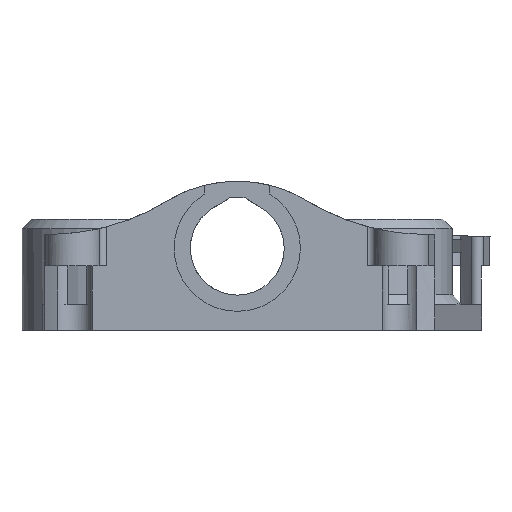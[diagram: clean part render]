
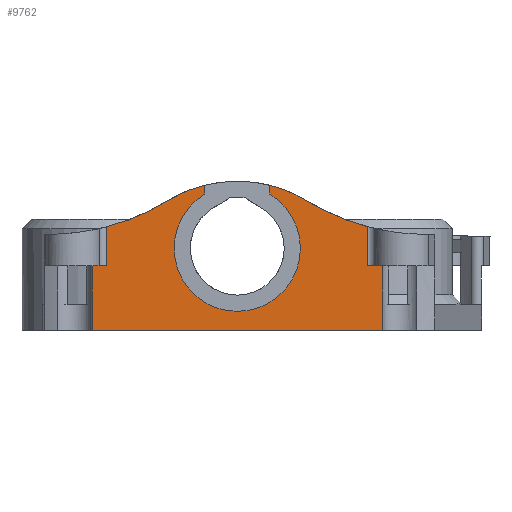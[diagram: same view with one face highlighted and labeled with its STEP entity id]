
A CAD part, front view. The second image highlights one B-rep face of the part: STEP entity #9762.
In plain terms, the highlighted planar face has unit normal (0, -1, 0).
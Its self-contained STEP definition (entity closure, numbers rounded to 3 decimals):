
#229=CIRCLE('',#10071,9.75);
#230=CIRCLE('',#10076,20.018);
#231=CIRCLE('',#10079,20.018);
#251=CIRCLE('',#10126,35.);
#252=CIRCLE('',#10136,35.);
#1772=FACE_OUTER_BOUND('',#2328,.T.);
#2328=EDGE_LOOP('',(#8951,#8952,#8953,#8954,#8955,#8956,#8957,#8958,#8959,
#8960,#8961,#8962,#8963,#8964));
#2820=LINE('',#19402,#3471);
#2952=LINE('',#21481,#3603);
#2957=LINE('',#21491,#3608);
#2996=LINE('',#21841,#3647);
#2997=LINE('',#21844,#3648);
#2998=LINE('',#21845,#3649);
#2999=LINE('',#21847,#3650);
#3000=LINE('',#21849,#3651);
#3001=LINE('',#21850,#3652);
#3471=VECTOR('',#10822,10.);
#3603=VECTOR('',#11310,10.);
#3608=VECTOR('',#11321,10.);
#3647=VECTOR('',#11500,10.);
#3648=VECTOR('',#11503,10.);
#3649=VECTOR('',#11504,10.);
#3650=VECTOR('',#11505,10.);
#3651=VECTOR('',#11506,10.);
#3652=VECTOR('',#11507,10.);
#4338=VERTEX_POINT('',#19399);
#4339=VERTEX_POINT('',#19401);
#4594=VERTEX_POINT('',#21479);
#4595=VERTEX_POINT('',#21480);
#4596=VERTEX_POINT('',#21485);
#4597=VERTEX_POINT('',#21489);
#4598=VERTEX_POINT('',#21498);
#4599=VERTEX_POINT('',#21505);
#4620=VERTEX_POINT('',#21661);
#4628=VERTEX_POINT('',#21785);
#4631=VERTEX_POINT('',#21839);
#4632=VERTEX_POINT('',#21843);
#4633=VERTEX_POINT('',#21846);
#4634=VERTEX_POINT('',#21848);
#5648=EDGE_CURVE('',#4339,#4338,#2820,.T.);
#6006=EDGE_CURVE('',#4594,#4595,#2952,.T.);
#6009=EDGE_CURVE('',#4596,#4594,#229,.T.);
#6012=EDGE_CURVE('',#4597,#4596,#2957,.T.);
#6016=EDGE_CURVE('',#4595,#4598,#230,.T.);
#6021=EDGE_CURVE('',#4599,#4597,#231,.T.);
#6072=EDGE_CURVE('',#4620,#4599,#251,.T.);
#6088=EDGE_CURVE('',#4598,#4628,#252,.T.);
#6096=EDGE_CURVE('',#4620,#4631,#2996,.T.);
#6097=EDGE_CURVE('',#4632,#4631,#2997,.T.);
#6098=EDGE_CURVE('',#4339,#4632,#2998,.T.);
#6099=EDGE_CURVE('',#4338,#4633,#2999,.T.);
#6100=EDGE_CURVE('',#4634,#4633,#3000,.T.);
#6101=EDGE_CURVE('',#4628,#4634,#3001,.T.);
#8951=ORIENTED_EDGE('',*,*,#6006,.F.);
#8952=ORIENTED_EDGE('',*,*,#6009,.F.);
#8953=ORIENTED_EDGE('',*,*,#6012,.F.);
#8954=ORIENTED_EDGE('',*,*,#6021,.F.);
#8955=ORIENTED_EDGE('',*,*,#6072,.F.);
#8956=ORIENTED_EDGE('',*,*,#6096,.T.);
#8957=ORIENTED_EDGE('',*,*,#6097,.F.);
#8958=ORIENTED_EDGE('',*,*,#6098,.F.);
#8959=ORIENTED_EDGE('',*,*,#5648,.T.);
#8960=ORIENTED_EDGE('',*,*,#6099,.T.);
#8961=ORIENTED_EDGE('',*,*,#6100,.F.);
#8962=ORIENTED_EDGE('',*,*,#6101,.F.);
#8963=ORIENTED_EDGE('',*,*,#6088,.F.);
#8964=ORIENTED_EDGE('',*,*,#6016,.F.);
#9264=PLANE('',#10143);
#9762=ADVANCED_FACE('',(#1772),#9264,.F.);
#10071=AXIS2_PLACEMENT_3D('',#21486,#11315,#11316);
#10076=AXIS2_PLACEMENT_3D('',#21499,#11331,#11332);
#10079=AXIS2_PLACEMENT_3D('',#21507,#11341,#11342);
#10126=AXIS2_PLACEMENT_3D('',#21672,#11459,#11460);
#10136=AXIS2_PLACEMENT_3D('',#21786,#11485,#11486);
#10143=AXIS2_PLACEMENT_3D('',#21842,#11501,#11502);
#10822=DIRECTION('',(1.,0.,0.));
#11310=DIRECTION('',(0.,0.,1.));
#11315=DIRECTION('center_axis',(0.,-1.,
0.));
#11316=DIRECTION('ref_axis',(1.,0.,0.));
#11321=DIRECTION('',(0.,0.,-1.));
#11331=DIRECTION('center_axis',(0.,1.,
0.));
#11332=DIRECTION('ref_axis',(0.,0.,
1.));
#11341=DIRECTION('center_axis',(0.,1.,
0.));
#11342=DIRECTION('ref_axis',(-0.523,0.,0.852));
#11459=DIRECTION('center_axis',(0.,-1.,
0.));
#11460=DIRECTION('ref_axis',(0.523,0.,-0.852));
#11485=DIRECTION('center_axis',(0.,-1.,
0.));
#11486=DIRECTION('ref_axis',(-0.057,0.,-0.998));
#11500=DIRECTION('',(0.,0.,-1.));
#11501=DIRECTION('center_axis',(0.,1.,
0.));
#11502=DIRECTION('ref_axis',(-1.,0.,0.));
#11503=DIRECTION('',(1.,0.,0.));
#11504=DIRECTION('',(0.,0.,1.));
#11505=DIRECTION('',(0.,0.,1.));
#11506=DIRECTION('',(1.,0.,0.));
#11507=DIRECTION('',(0.,0.,-1.));
#19399=CARTESIAN_POINT('',(22.4,-21.4,-42.4));
#19401=CARTESIAN_POINT('',(-22.4,-21.4,-42.4));
#19402=CARTESIAN_POINT('',(20.193,-21.4,-42.4));
#21479=CARTESIAN_POINT('',(5.,-21.4,-21.33));
#21480=CARTESIAN_POINT('',(5.,-21.4,-19.972));
#21481=CARTESIAN_POINT('',(5.,-21.4,-31.865));
#21485=CARTESIAN_POINT('',(-5.,-21.4,-21.33));
#21486=CARTESIAN_POINT('Origin',(0.,-21.4,
-29.7));
#21489=CARTESIAN_POINT('',(-5.,-21.4,-19.972));
#21491=CARTESIAN_POINT('',(-5.,-21.4,-31.151));
#21498=CARTESIAN_POINT('',(10.717,-21.4,-22.355));
#21499=CARTESIAN_POINT('Origin',(0.25,-21.4,-39.418));
#21505=CARTESIAN_POINT('',(-10.717,-21.4,-22.355));
#21507=CARTESIAN_POINT('Origin',(-0.25,-21.4,-39.418));
#21661=CARTESIAN_POINT('',(-20.135,-21.4,-26.375));
#21672=CARTESIAN_POINT('Origin',(-29.019,-21.4,7.479));
#21785=CARTESIAN_POINT('',(20.135,-21.4,-26.375));
#21786=CARTESIAN_POINT('Origin',(29.019,-21.4,7.479));
#21839=CARTESIAN_POINT('',(-20.135,-21.4,-32.4));
#21841=CARTESIAN_POINT('',(-20.135,-21.4,-42.4));
#21842=CARTESIAN_POINT('Origin',(22.4,-21.4,-42.4));
#21843=CARTESIAN_POINT('',(-22.4,-21.4,-32.4));
#21844=CARTESIAN_POINT('',(-20.135,-21.4,-32.4));
#21845=CARTESIAN_POINT('',(-22.4,-21.4,-42.4));
#21846=CARTESIAN_POINT('',(22.4,-21.4,-32.4));
#21847=CARTESIAN_POINT('',(22.4,-21.4,-42.4));
#21848=CARTESIAN_POINT('',(20.135,-21.4,-32.4));
#21849=CARTESIAN_POINT('',(20.135,-21.4,-32.4));
#21850=CARTESIAN_POINT('',(20.135,-21.4,-42.4));
